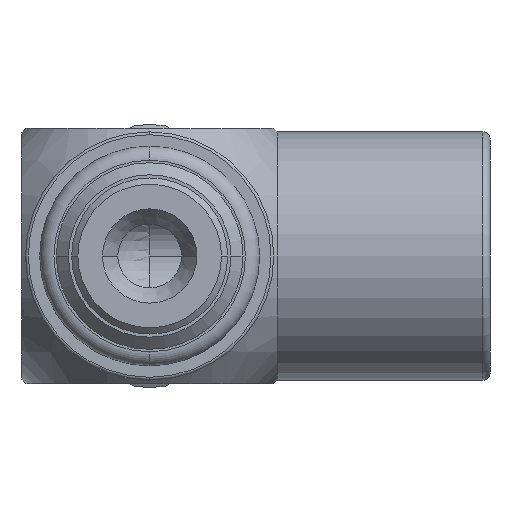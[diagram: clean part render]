
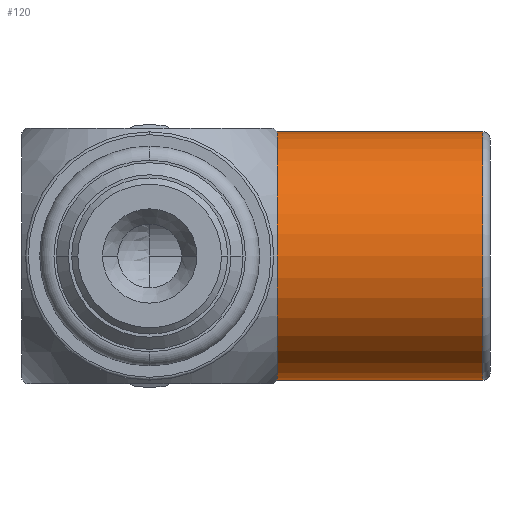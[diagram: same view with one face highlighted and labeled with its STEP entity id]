
A CAD part, front view. The second image highlights one B-rep face of the part: STEP entity #120.
In plain terms, the highlighted cylindrical face has radius 8.75 mm (diameter 17.5 mm), a partial arc.
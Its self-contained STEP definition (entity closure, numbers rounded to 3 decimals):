
#120=ADVANCED_FACE('',(#305),#306,.T.);
#305=FACE_OUTER_BOUND('',#532,.T.);
#306=CYLINDRICAL_SURFACE('',#533,8.75);
#532=EDGE_LOOP('',(#1173,#1174,#1175,#1176,#1177));
#533=AXIS2_PLACEMENT_3D('',#1178,#1179,#1180);
#1173=ORIENTED_EDGE('',*,*,#1504,.T.);
#1174=ORIENTED_EDGE('',*,*,#1638,.F.);
#1175=ORIENTED_EDGE('',*,*,#1639,.F.);
#1176=ORIENTED_EDGE('',*,*,#1505,.T.);
#1177=ORIENTED_EDGE('',*,*,#1640,.F.);
#1178=CARTESIAN_POINT('',(11.995,22.6,0.0));
#1179=DIRECTION('',(1.0,0.0,0.0));
#1180=DIRECTION('',(0.0,0.0,-1.0));
#1504=EDGE_CURVE('',#1799,#1816,#1824,.T.);
#1505=EDGE_CURVE('',#1819,#1813,#1825,.T.);
#1638=EDGE_CURVE('',#2037,#1816,#2038,.T.);
#1639=EDGE_CURVE('',#1819,#2037,#2039,.T.);
#1640=EDGE_CURVE('',#1799,#1813,#2040,.T.);
#1799=VERTEX_POINT('',#2236);
#1813=VERTEX_POINT('',#2250);
#1816=VERTEX_POINT('',#2253);
#1819=VERTEX_POINT('',#2256);
#1824=LINE('',#2261,#2262);
#1825=LINE('',#2263,#2264);
#2037=VERTEX_POINT('',#2808);
#2038=CIRCLE('',#2809,8.75);
#2039=CIRCLE('',#2810,8.75);
#2040=CIRCLE('',#2811,8.75);
#2236=CARTESIAN_POINT('',(8.983,22.6,-8.75));
#2250=CARTESIAN_POINT('',(8.983,22.6,8.75));
#2253=CARTESIAN_POINT('',(23.49,22.6,-8.75));
#2256=CARTESIAN_POINT('',(23.49,22.6,8.75));
#2261=CARTESIAN_POINT('',(11.995,22.6,-8.75));
#2262=VECTOR('',#3048,1.0);
#2263=CARTESIAN_POINT('',(11.995,22.6,8.75));
#2264=VECTOR('',#3049,1.0);
#2808=CARTESIAN_POINT('',(23.49,13.85,0.0));
#2809=AXIS2_PLACEMENT_3D('',#3283,#3284,#3285);
#2810=AXIS2_PLACEMENT_3D('',#3286,#3287,#3288);
#2811=AXIS2_PLACEMENT_3D('',#3289,#3290,#3291);
#3048=DIRECTION('',(1.0,0.0,0.0));
#3049=DIRECTION('',(-1.0,-0.0,-0.0));
#3283=CARTESIAN_POINT('',(23.49,22.6,0.0));
#3284=DIRECTION('',(1.0,0.0,0.0));
#3285=DIRECTION('',(0.0,0.0,-1.0));
#3286=CARTESIAN_POINT('',(23.49,22.6,0.0));
#3287=DIRECTION('',(1.0,0.0,0.0));
#3288=DIRECTION('',(0.0,0.0,-1.0));
#3289=CARTESIAN_POINT('',(8.983,22.6,0.0));
#3290=DIRECTION('',(-1.0,-0.0,-0.0));
#3291=DIRECTION('',(0.0,0.0,-1.0));
